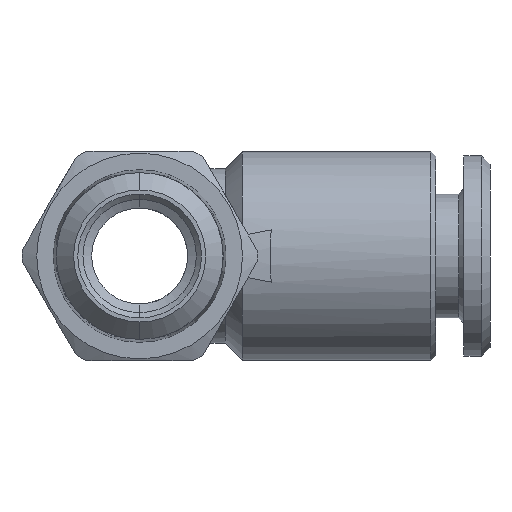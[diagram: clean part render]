
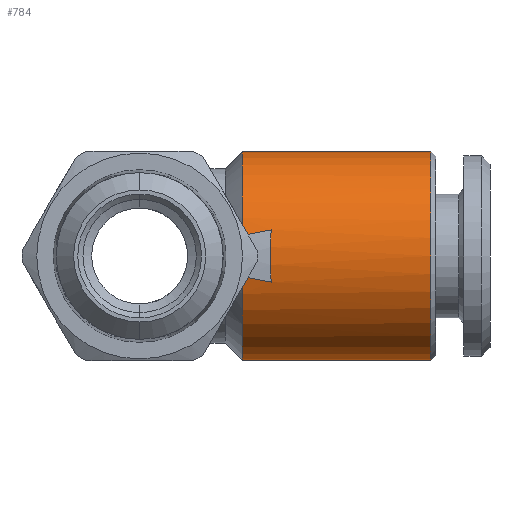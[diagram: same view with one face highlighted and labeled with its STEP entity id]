
A CAD part, front view. The second image highlights one B-rep face of the part: STEP entity #784.
In plain terms, the highlighted cylindrical face has radius 6 mm (diameter 12 mm), a partial arc.
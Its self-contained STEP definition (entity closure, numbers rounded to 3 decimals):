
#73 = VERTEX_POINT ( 'NONE', #1219 ) ;
#200 = EDGE_CURVE ( 'NONE', #238, #201, #1545, .T. ) ;
#201 = VERTEX_POINT ( 'NONE', #1540 ) ;
#232 = VERTEX_POINT ( 'NONE', #1665 ) ;
#237 = EDGE_CURVE ( 'NONE', #232, #238, #1697, .T. ) ;
#238 = VERTEX_POINT ( 'NONE', #1698 ) ;
#272 = EDGE_CURVE ( 'NONE', #412, #73, #1756, .T. ) ;
#343 = EDGE_CURVE ( 'NONE', #344, #364, #2947, .T. ) ;
#344 = VERTEX_POINT ( 'NONE', #2941 ) ;
#364 = VERTEX_POINT ( 'NONE', #2805 ) ;
#412 = VERTEX_POINT ( 'NONE', #2896 ) ;
#584 = EDGE_CURVE ( 'NONE', #232, #412, #3266, .T. ) ;
#600 = ORIENTED_EDGE ( 'NONE', *, *, #601, .F. ) ;
#601 = EDGE_CURVE ( 'NONE', #344, #716, #3309, .T. ) ;
#602 = ORIENTED_EDGE ( 'NONE', *, *, #343, .T. ) ;
#603 = ORIENTED_EDGE ( 'NONE', *, *, #738, .T. ) ;
#622 = EDGE_CURVE ( 'NONE', #716, #73, #3341, .T. ) ;
#716 = VERTEX_POINT ( 'NONE', #1836 ) ;
#738 = EDGE_CURVE ( 'NONE', #364, #201, #1774, .T. ) ;
#739 = ORIENTED_EDGE ( 'NONE', *, *, #200, .F. ) ;
#781 = ORIENTED_EDGE ( 'NONE', *, *, #272, .T. ) ;
#782 = ORIENTED_EDGE ( 'NONE', *, *, #622, .F. ) ;
#784 = ADVANCED_FACE ( 'NONE', ( #1922 ), #1908, .T. ) ;
#785 = EDGE_LOOP ( 'NONE', ( #786, #787, #781, #782, #600, #602, #603, #739 ) ) ;
#786 = ORIENTED_EDGE ( 'NONE', *, *, #237, .F. ) ;
#787 = ORIENTED_EDGE ( 'NONE', *, *, #584, .T. ) ;
#1219 = CARTESIAN_POINT ( 'NONE',  ( 5.9, 0., 6. ) ) ;
#1540 = CARTESIAN_POINT ( 'NONE',  ( 5.9, -5.884, -1.174 ) ) ;
#1541 = DIRECTION ( 'NONE',  ( 0., 0., 1. ) ) ;
#1542 = DIRECTION ( 'NONE',  ( -1., 0., 0. ) ) ;
#1543 = CARTESIAN_POINT ( 'NONE',  ( 5.9, 0., 0. ) ) ;
#1544 = AXIS2_PLACEMENT_3D ( 'NONE', #1543, #1542, #1541 ) ;
#1545 = CIRCLE ( 'NONE', #1544, 6. ) ;
#1665 = CARTESIAN_POINT ( 'NONE',  ( 16.7, 0., -6. ) ) ;
#1696 = DIRECTION ( 'NONE',  ( -1., 0., 0. ) ) ;
#1697 = LINE ( 'NONE', #1712, #1711 ) ;
#1698 = CARTESIAN_POINT ( 'NONE',  ( 5.9, 0., -6. ) ) ;
#1711 = VECTOR ( 'NONE', #1696, 1000. ) ;
#1712 = CARTESIAN_POINT ( 'NONE',  ( -3.45, 0., -6. ) ) ;
#1756 = LINE ( 'NONE', #1760, #1759 ) ;
#1758 = DIRECTION ( 'NONE',  ( -1., 0., 0. ) ) ;
#1759 = VECTOR ( 'NONE', #1758, 1000. ) ;
#1760 = CARTESIAN_POINT ( 'NONE',  ( -3.45, 0., 6. ) ) ;
#1774 =( BOUNDED_CURVE ( )  B_SPLINE_CURVE ( 3, ( #1776, #1788, #1777, #1804 ),
 .UNSPECIFIED., .F., .T. ) 
 B_SPLINE_CURVE_WITH_KNOTS ( ( 4, 4 ),
 ( 4.46, 4.516 ),
 .UNSPECIFIED. ) 
 CURVE ( )  GEOMETRIC_REPRESENTATION_ITEM ( )  RATIONAL_B_SPLINE_CURVE ( ( 1., 1., 1., 1. ) ) 
 REPRESENTATION_ITEM ( '' )  );
#1776 = CARTESIAN_POINT ( 'NONE',  ( 7.543, -5.809, -1.5 ) ) ;
#1777 = CARTESIAN_POINT ( 'NONE',  ( 6.451, -5.862, -1.283 ) ) ;
#1788 = CARTESIAN_POINT ( 'NONE',  ( 6.999, -5.837, -1.392 ) ) ;
#1804 = CARTESIAN_POINT ( 'NONE',  ( 5.9, -5.884, -1.174 ) ) ;
#1836 = CARTESIAN_POINT ( 'NONE',  ( 5.9, -5.884, 1.174 ) ) ;
#1907 = AXIS2_PLACEMENT_3D ( 'NONE', #1914, #1909, #1913 ) ;
#1908 = CYLINDRICAL_SURFACE ( 'NONE', #1907, 6. ) ;
#1909 = DIRECTION ( 'NONE',  ( -1., 0., 0. ) ) ;
#1913 = DIRECTION ( 'NONE',  ( 0., 0., 1. ) ) ;
#1914 = CARTESIAN_POINT ( 'NONE',  ( -3.45, 0., 0. ) ) ;
#1922 = FACE_OUTER_BOUND ( 'NONE', #785, .T. ) ;
#2805 = CARTESIAN_POINT ( 'NONE',  ( 7.543, -5.809, -1.5 ) ) ;
#2896 = CARTESIAN_POINT ( 'NONE',  ( 16.7, 0., 6. ) ) ;
#2937 = CARTESIAN_POINT ( 'NONE',  ( 7.527, -5.873, -1.255 ) ) ;
#2938 = CARTESIAN_POINT ( 'NONE',  ( 7.517, -5.92, -1.008 ) ) ;
#2939 = CARTESIAN_POINT ( 'NONE',  ( 7.503, -5.984, -0.507 ) ) ;
#2940 = CARTESIAN_POINT ( 'NONE',  ( 7.5, -6., -0.252 ) ) ;
#2941 = CARTESIAN_POINT ( 'NONE',  ( 7.543, -5.809, 1.5 ) ) ;
#2943 = CARTESIAN_POINT ( 'NONE',  ( 7.5, -6., 0.512 ) ) ;
#2946 = CARTESIAN_POINT ( 'NONE',  ( 7.511, -5.936, 1.011 ) ) ;
#2947 = B_SPLINE_CURVE_WITH_KNOTS ( 'NONE', 3,
 ( #2955, #2946, #2943, #2940, #2939, #2938, #2937, #2951 ),
 .UNSPECIFIED., .F., .F.,
 ( 4, 2, 2, 4 ),
 ( 0., 0.002, 0.003, 0.003 ),
 .UNSPECIFIED. ) ;
#2951 = CARTESIAN_POINT ( 'NONE',  ( 7.543, -5.809, -1.5 ) ) ;
#2955 = CARTESIAN_POINT ( 'NONE',  ( 7.543, -5.809, 1.5 ) ) ;
#3258 = DIRECTION ( 'NONE',  ( 0., 0., 1. ) ) ;
#3259 = DIRECTION ( 'NONE',  ( -1., 0., 0. ) ) ;
#3260 = CARTESIAN_POINT ( 'NONE',  ( 16.7, 0., 0. ) ) ;
#3265 = AXIS2_PLACEMENT_3D ( 'NONE', #3260, #3259, #3258 ) ;
#3266 = CIRCLE ( 'NONE', #3265, 6. ) ;
#3301 = CARTESIAN_POINT ( 'NONE',  ( 7.543, -5.809, 1.5 ) ) ;
#3309 =( BOUNDED_CURVE ( )  B_SPLINE_CURVE ( 3, ( #3301, #3395, #3393, #3392 ),
 .UNSPECIFIED., .F., .F. ) 
 B_SPLINE_CURVE_WITH_KNOTS ( ( 4, 4 ),
 ( 4.46, 4.516 ),
 .UNSPECIFIED. ) 
 CURVE ( )  GEOMETRIC_REPRESENTATION_ITEM ( )  RATIONAL_B_SPLINE_CURVE ( ( 1., 1., 1., 1. ) ) 
 REPRESENTATION_ITEM ( '' )  );
#3341 = CIRCLE ( 'NONE', #3354, 6. ) ;
#3351 = DIRECTION ( 'NONE',  ( 0., 0., 1. ) ) ;
#3352 = DIRECTION ( 'NONE',  ( -1., 0., 0. ) ) ;
#3353 = CARTESIAN_POINT ( 'NONE',  ( 5.9, 0., 0. ) ) ;
#3354 = AXIS2_PLACEMENT_3D ( 'NONE', #3353, #3352, #3351 ) ;
#3392 = CARTESIAN_POINT ( 'NONE',  ( 5.9, -5.884, 1.174 ) ) ;
#3393 = CARTESIAN_POINT ( 'NONE',  ( 6.451, -5.862, 1.283 ) ) ;
#3395 = CARTESIAN_POINT ( 'NONE',  ( 6.999, -5.837, 1.392 ) ) ;
